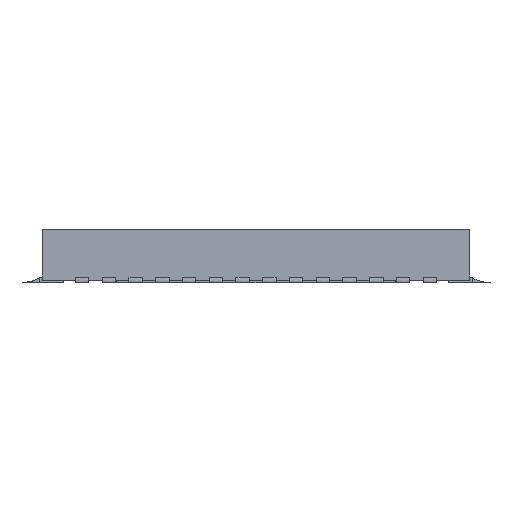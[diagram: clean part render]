
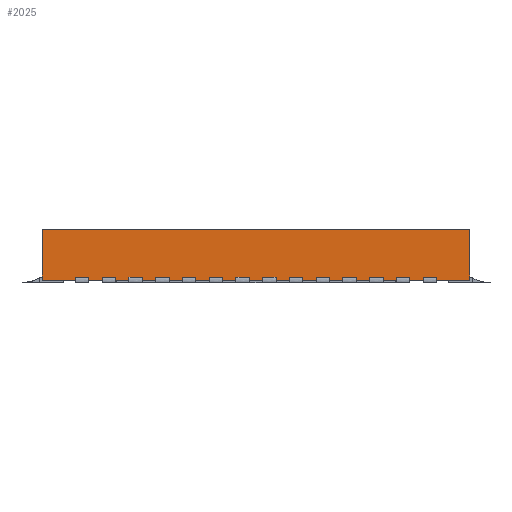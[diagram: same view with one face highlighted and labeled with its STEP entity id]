
A CAD part, left-side view. The second image highlights one B-rep face of the part: STEP entity #2025.
In plain terms, the highlighted planar face has unit normal (-1, 0, 0).
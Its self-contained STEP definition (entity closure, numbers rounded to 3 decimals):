
#2025=ADVANCED_FACE('',(#11305),#11307,.F.);
#11305=FACE_BOUND('',#11306,.T.);
#11306=EDGE_LOOP('',(#25073,#25074,#25075,#25076));
#11307=PLANE('',#11308);
#11308=AXIS2_PLACEMENT_3D('',#11309,#11310,#11311);
#11309=CARTESIAN_POINT('',(-4.,-4.,0.05));
#11310=DIRECTION('',(1.,0.,0.));
#11311=DIRECTION('',(0.,0.,1.));
#25073=ORIENTED_EDGE('',*,*,#37358,.T.);
#25074=ORIENTED_EDGE('',*,*,#37813,.F.);
#25075=ORIENTED_EDGE('',*,*,#37814,.F.);
#25076=ORIENTED_EDGE('',*,*,#37815,.T.);
#37358=EDGE_CURVE('',#42152,#42153,#42154,.T.);
#37813=EDGE_CURVE('',#43062,#42153,#43063,.T.);
#37814=EDGE_CURVE('',#43064,#43062,#43065,.T.);
#37815=EDGE_CURVE('',#43064,#42152,#43066,.T.);
#42152=VERTEX_POINT('',#51826);
#42153=VERTEX_POINT('',#51827);
#42154=LINE('',#51828,#51829);
#43062=VERTEX_POINT('',#53647);
#43063=LINE('',#53648,#53649);
#43064=VERTEX_POINT('',#53651);
#43065=LINE('',#53652,#53653);
#43066=LINE('',#53655,#53656);
#51826=CARTESIAN_POINT('',(-4.,-4.,1.));
#51827=CARTESIAN_POINT('',(-4.,4.,1.));
#51828=CARTESIAN_POINT('',(-4.,-4.,1.));
#51829=VECTOR('',#51830,1.);
#51830=DIRECTION('',(0.,1.,0.));
#53647=CARTESIAN_POINT('',(-4.,4.,0.05));
#53648=CARTESIAN_POINT('',(-4.,4.,0.05));
#53649=VECTOR('',#53650,1.);
#53650=DIRECTION('',(0.,0.,1.));
#53651=CARTESIAN_POINT('',(-4.,-4.,0.05));
#53652=CARTESIAN_POINT('',(-4.,-4.,0.05));
#53653=VECTOR('',#53654,1.);
#53654=DIRECTION('',(0.,1.,0.));
#53655=CARTESIAN_POINT('',(-4.,-4.,0.05));
#53656=VECTOR('',#53657,1.);
#53657=DIRECTION('',(0.,0.,1.));
